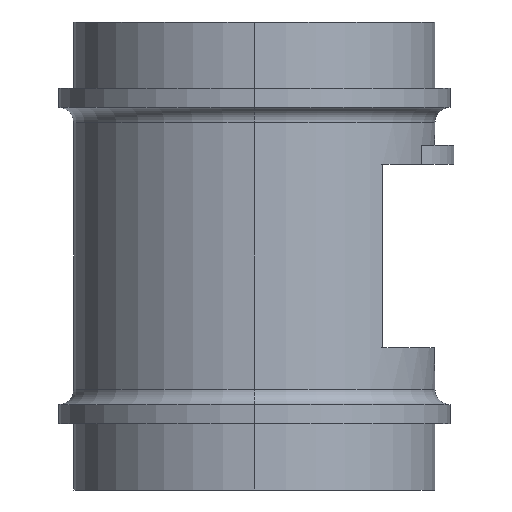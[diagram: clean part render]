
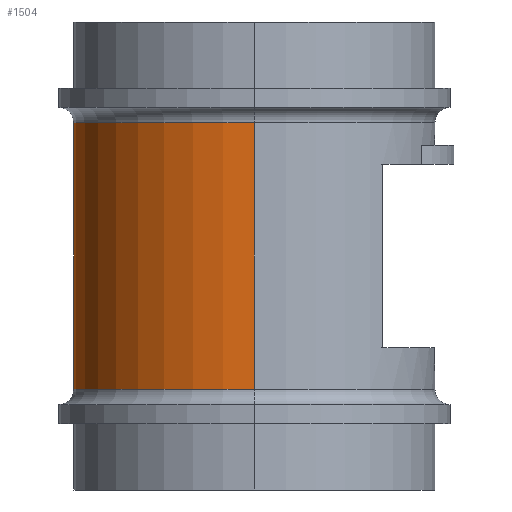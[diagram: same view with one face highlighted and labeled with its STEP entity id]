
A CAD part, left-side view. The second image highlights one B-rep face of the part: STEP entity #1504.
In plain terms, the highlighted cylindrical face has radius 30 mm (diameter 60 mm), a partial arc.
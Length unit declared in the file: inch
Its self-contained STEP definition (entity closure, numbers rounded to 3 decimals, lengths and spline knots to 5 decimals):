
#84 = CIRCLE ( 'NONE', #1973, 1.1811 ) ;
#243 = CARTESIAN_POINT ( 'NONE',  ( 0., 0., 2.40193 ) ) ;
#374 = DIRECTION ( 'NONE',  ( 0., 0., -1. ) ) ;
#441 = DIRECTION ( 'NONE',  ( 0., 0., -1. ) ) ;
#584 = VERTEX_POINT ( 'NONE', #1318 ) ;
#613 = CARTESIAN_POINT ( 'NONE',  ( -1.1811, 0., 3.06 ) ) ;
#655 = VERTEX_POINT ( 'NONE', #772 ) ;
#674 = DIRECTION ( 'NONE',  ( 1., 0., 0. ) ) ;
#738 = EDGE_LOOP ( 'NONE', ( #1995, #892, #964, #899 ) ) ;
#760 = VECTOR ( 'NONE', #374, 39.37008 ) ;
#764 = FACE_OUTER_BOUND ( 'NONE', #738, .T. ) ;
#772 = CARTESIAN_POINT ( 'NONE',  ( -1.1811, 0., 0.65807 ) ) ;
#892 = ORIENTED_EDGE ( 'NONE', *, *, #1883, .T. ) ;
#899 = ORIENTED_EDGE ( 'NONE', *, *, #1967, .F. ) ;
#955 = CARTESIAN_POINT ( 'NONE',  ( 0., 0., 0.65807 ) ) ;
#964 = ORIENTED_EDGE ( 'NONE', *, *, #1082, .T. ) ;
#1082 = EDGE_CURVE ( 'NONE', #584, #655, #84, .T. ) ;
#1214 = VERTEX_POINT ( 'NONE', #2532 ) ;
#1318 = CARTESIAN_POINT ( 'NONE',  ( 1.1811, 0., 0.65807 ) ) ;
#1408 = CYLINDRICAL_SURFACE ( 'NONE', #2271, 1.1811 ) ;
#1424 = LINE ( 'NONE', #2267, #760 ) ;
#1501 = DIRECTION ( 'NONE',  ( 0., 0., -1. ) ) ;
#1504 = ADVANCED_FACE ( 'NONE', ( #764 ), #1408, .T. ) ;
#1614 = DIRECTION ( 'NONE',  ( -1., 0., 0. ) ) ;
#1643 = CIRCLE ( 'NONE', #1986, 1.1811 ) ;
#1800 = CARTESIAN_POINT ( 'NONE',  ( -1.1811, 0., 2.40193 ) ) ;
#1808 = DIRECTION ( 'NONE',  ( -1., 0., 0. ) ) ;
#1814 = DIRECTION ( 'NONE',  ( 0., 0., -1. ) ) ;
#1883 = EDGE_CURVE ( 'NONE', #1214, #584, #1424, .T. ) ;
#1967 = EDGE_CURVE ( 'NONE', #2239, #655, #2518, .T. ) ;
#1973 = AXIS2_PLACEMENT_3D ( 'NONE', #955, #2394, #1808 ) ;
#1986 = AXIS2_PLACEMENT_3D ( 'NONE', #243, #1501, #674 ) ;
#1995 = ORIENTED_EDGE ( 'NONE', *, *, #2522, .T. ) ;
#2239 = VERTEX_POINT ( 'NONE', #1800 ) ;
#2267 = CARTESIAN_POINT ( 'NONE',  ( 1.1811, 0., 3.06 ) ) ;
#2271 = AXIS2_PLACEMENT_3D ( 'NONE', #2694, #1814, #1614 ) ;
#2394 = DIRECTION ( 'NONE',  ( 0., 0., 1. ) ) ;
#2518 = LINE ( 'NONE', #613, #2696 ) ;
#2522 = EDGE_CURVE ( 'NONE', #2239, #1214, #1643, .T. ) ;
#2532 = CARTESIAN_POINT ( 'NONE',  ( 1.1811, 0., 2.40193 ) ) ;
#2694 = CARTESIAN_POINT ( 'NONE',  ( 0., 0., 3.06 ) ) ;
#2696 = VECTOR ( 'NONE', #441, 39.37008 ) ;
